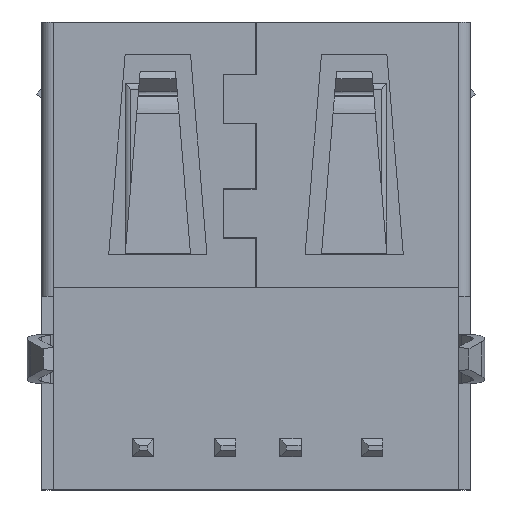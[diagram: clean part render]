
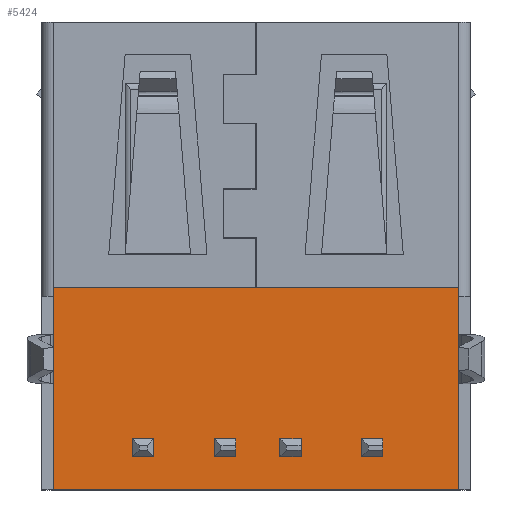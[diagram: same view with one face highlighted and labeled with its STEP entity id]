
A CAD part, front view. The second image highlights one B-rep face of the part: STEP entity #5424.
In plain terms, the highlighted planar face has unit normal (0, -1, 0).
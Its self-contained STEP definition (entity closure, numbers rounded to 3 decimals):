
#103=FACE_BOUND($,#1048,.T.);
#104=FACE_BOUND($,#1049,.T.);
#105=FACE_BOUND($,#1050,.T.);
#106=FACE_BOUND($,#1051,.T.);
#107=FACE_BOUND($,#1052,.T.);
#489=PLANE($,#5822);
#1048=EDGE_LOOP($,(#5041,#5042,#5043,#5044));
#1049=EDGE_LOOP($,(#5045,#5046,#5047,#5048));
#1050=EDGE_LOOP($,(#5049,#5050,#5051,#5052));
#1051=EDGE_LOOP($,(#5053,#5054,#5055,#5056));
#1052=EDGE_LOOP($,(#5057,#5058,#5059,#5060));
#1574=LINE($,#8704,#2195);
#1577=LINE($,#8709,#2198);
#1579=LINE($,#8715,#2200);
#1582=LINE($,#8720,#2203);
#1584=LINE($,#8724,#2205);
#1585=LINE($,#8726,#2206);
#1587=LINE($,#8731,#2208);
#1590=LINE($,#8736,#2211);
#1592=LINE($,#8740,#2213);
#1593=LINE($,#8742,#2214);
#1594=LINE($,#8745,#2215);
#1596=LINE($,#8748,#2217);
#1598=LINE($,#8753,#2219);
#1601=LINE($,#8758,#2222);
#1603=LINE($,#8762,#2224);
#1604=LINE($,#8764,#2225);
#1655=LINE($,#8902,#2276);
#1658=LINE($,#8907,#2279);
#1662=LINE($,#8919,#2283);
#1663=LINE($,#8920,#2284);
#2195=VECTOR($,#6990,0.65);
#2198=VECTOR($,#6995,0.55);
#2200=VECTOR($,#7001,0.65);
#2203=VECTOR($,#7006,0.55);
#2205=VECTOR($,#7010,0.65);
#2206=VECTOR($,#7013,0.55);
#2208=VECTOR($,#7017,0.55);
#2211=VECTOR($,#7022,0.65);
#2213=VECTOR($,#7026,0.55);
#2214=VECTOR($,#7029,0.65);
#2215=VECTOR($,#7032,0.55);
#2217=VECTOR($,#7036,0.65);
#2219=VECTOR($,#7040,0.55);
#2222=VECTOR($,#7045,0.65);
#2224=VECTOR($,#7049,0.55);
#2225=VECTOR($,#7052,0.65);
#2276=VECTOR($,#7177,6.2);
#2279=VECTOR($,#7182,12.38);
#2283=VECTOR($,#7192,6.2);
#2284=VECTOR($,#7193,12.38);
#2758=VERTEX_POINT($,#8701);
#2759=VERTEX_POINT($,#8703);
#2760=VERTEX_POINT($,#8707);
#2761=VERTEX_POINT($,#8712);
#2762=VERTEX_POINT($,#8714);
#2763=VERTEX_POINT($,#8718);
#2764=VERTEX_POINT($,#8722);
#2765=VERTEX_POINT($,#8728);
#2766=VERTEX_POINT($,#8730);
#2767=VERTEX_POINT($,#8734);
#2768=VERTEX_POINT($,#8738);
#2769=VERTEX_POINT($,#8744);
#2770=VERTEX_POINT($,#8750);
#2771=VERTEX_POINT($,#8752);
#2772=VERTEX_POINT($,#8756);
#2773=VERTEX_POINT($,#8760);
#2822=VERTEX_POINT($,#8899);
#2823=VERTEX_POINT($,#8901);
#2824=VERTEX_POINT($,#8905);
#2829=VERTEX_POINT($,#8918);
#3478=EDGE_CURVE($,#2759,#2758,#1574,.T.);
#3481=EDGE_CURVE($,#2758,#2760,#1577,.T.);
#3483=EDGE_CURVE($,#2762,#2761,#1579,.T.);
#3486=EDGE_CURVE($,#2761,#2763,#1582,.T.);
#3488=EDGE_CURVE($,#2763,#2764,#1584,.T.);
#3489=EDGE_CURVE($,#2764,#2762,#1585,.T.);
#3491=EDGE_CURVE($,#2766,#2765,#1587,.T.);
#3494=EDGE_CURVE($,#2765,#2767,#1590,.T.);
#3496=EDGE_CURVE($,#2767,#2768,#1592,.T.);
#3497=EDGE_CURVE($,#2768,#2766,#1593,.T.);
#3498=EDGE_CURVE($,#2769,#2759,#1594,.T.);
#3500=EDGE_CURVE($,#2760,#2769,#1596,.T.);
#3502=EDGE_CURVE($,#2771,#2770,#1598,.T.);
#3505=EDGE_CURVE($,#2770,#2772,#1601,.T.);
#3507=EDGE_CURVE($,#2772,#2773,#1603,.T.);
#3508=EDGE_CURVE($,#2773,#2771,#1604,.T.);
#3575=EDGE_CURVE($,#2823,#2822,#1655,.T.);
#3578=EDGE_CURVE($,#2822,#2824,#1658,.T.);
#3584=EDGE_CURVE($,#2824,#2829,#1662,.T.);
#3585=EDGE_CURVE($,#2823,#2829,#1663,.T.);
#5041=ORIENTED_EDGE($,*,*,#3483,.T.);
#5042=ORIENTED_EDGE($,*,*,#3486,.T.);
#5043=ORIENTED_EDGE($,*,*,#3488,.T.);
#5044=ORIENTED_EDGE($,*,*,#3489,.T.);
#5045=ORIENTED_EDGE($,*,*,#3491,.T.);
#5046=ORIENTED_EDGE($,*,*,#3494,.T.);
#5047=ORIENTED_EDGE($,*,*,#3496,.T.);
#5048=ORIENTED_EDGE($,*,*,#3497,.T.);
#5049=ORIENTED_EDGE($,*,*,#3498,.T.);
#5050=ORIENTED_EDGE($,*,*,#3478,.T.);
#5051=ORIENTED_EDGE($,*,*,#3481,.T.);
#5052=ORIENTED_EDGE($,*,*,#3500,.T.);
#5053=ORIENTED_EDGE($,*,*,#3502,.T.);
#5054=ORIENTED_EDGE($,*,*,#3505,.T.);
#5055=ORIENTED_EDGE($,*,*,#3507,.T.);
#5056=ORIENTED_EDGE($,*,*,#3508,.T.);
#5057=ORIENTED_EDGE($,*,*,#3584,.T.);
#5058=ORIENTED_EDGE($,*,*,#3585,.F.);
#5059=ORIENTED_EDGE($,*,*,#3575,.T.);
#5060=ORIENTED_EDGE($,*,*,#3578,.T.);
#5424=ADVANCED_FACE($,(#103,#104,#105,#106,#107),#489,.F.);
#5822=AXIS2_PLACEMENT_3D($,#8917,#7190,#7191);
#6990=DIRECTION($,(1.,0.,0.));
#6995=DIRECTION($,(0.,0.,-1.));
#7001=DIRECTION($,(1.,0.,0.));
#7006=DIRECTION($,(0.,0.,-1.));
#7010=DIRECTION($,(-1.,0.,0.));
#7013=DIRECTION($,(0.,0.,1.));
#7017=DIRECTION($,(0.,0.,1.));
#7022=DIRECTION($,(1.,0.,0.));
#7026=DIRECTION($,(0.,0.,-1.));
#7029=DIRECTION($,(-1.,0.,0.));
#7032=DIRECTION($,(0.,0.,1.));
#7036=DIRECTION($,(-1.,0.,0.));
#7040=DIRECTION($,(0.,0.,1.));
#7045=DIRECTION($,(1.,0.,0.));
#7049=DIRECTION($,(0.,0.,-1.));
#7052=DIRECTION($,(-1.,0.,0.));
#7177=DIRECTION($,(0.,0.,-1.));
#7182=DIRECTION($,(1.,0.,0.));
#7190=DIRECTION('center_axis',(0.,1.,0.));
#7191=DIRECTION('ref_axis',(0.,0.,1.));
#7192=DIRECTION($,(0.,0.,1.));
#7193=DIRECTION($,(1.,0.,0.));
#8701=CARTESIAN_POINT('',(-3.122,-3.332,1.565));
#8703=CARTESIAN_POINT('',(-3.772,-3.332,1.565));
#8704=CARTESIAN_POINT($,(-1.561,-3.332,1.565));
#8707=CARTESIAN_POINT('',(-3.122,-3.332,1.015));
#8709=CARTESIAN_POINT($,(-3.122,-3.332,1.988));
#8712=CARTESIAN_POINT('',(3.878,-3.332,1.565));
#8714=CARTESIAN_POINT('',(3.228,-3.332,1.565));
#8715=CARTESIAN_POINT($,(1.939,-3.332,1.565));
#8718=CARTESIAN_POINT('',(3.878,-3.332,1.015));
#8720=CARTESIAN_POINT($,(3.878,-3.332,1.988));
#8722=CARTESIAN_POINT('',(3.228,-3.332,1.015));
#8724=CARTESIAN_POINT($,(1.614,-3.332,1.015));
#8726=CARTESIAN_POINT($,(3.228,-3.332,2.263));
#8728=CARTESIAN_POINT('',(-1.272,-3.332,1.565));
#8730=CARTESIAN_POINT('',(-1.272,-3.332,1.015));
#8731=CARTESIAN_POINT($,(-1.272,-3.332,2.263));
#8734=CARTESIAN_POINT('',(-0.622,-3.332,1.565));
#8736=CARTESIAN_POINT($,(-0.311,-3.332,1.565));
#8738=CARTESIAN_POINT('',(-0.622,-3.332,1.015));
#8740=CARTESIAN_POINT($,(-0.622,-3.332,1.988));
#8742=CARTESIAN_POINT($,(-0.636,-3.332,1.015));
#8744=CARTESIAN_POINT('',(-3.772,-3.332,1.015));
#8745=CARTESIAN_POINT($,(-3.772,-3.332,2.263));
#8748=CARTESIAN_POINT($,(-1.886,-3.332,1.015));
#8750=CARTESIAN_POINT('',(0.728,-3.332,1.565));
#8752=CARTESIAN_POINT('',(0.728,-3.332,1.015));
#8753=CARTESIAN_POINT($,(0.728,-3.332,2.263));
#8756=CARTESIAN_POINT('',(1.378,-3.332,1.565));
#8758=CARTESIAN_POINT($,(0.689,-3.332,1.565));
#8760=CARTESIAN_POINT('',(1.378,-3.332,1.015));
#8762=CARTESIAN_POINT($,(1.378,-3.332,1.988));
#8764=CARTESIAN_POINT($,(0.364,-3.332,1.015));
#8899=CARTESIAN_POINT('',(-6.19,-3.332,0.));
#8901=CARTESIAN_POINT('',(-6.19,-3.332,6.2));
#8902=CARTESIAN_POINT($,(-6.19,-3.332,4.44));
#8905=CARTESIAN_POINT('',(6.19,-3.332,0.));
#8907=CARTESIAN_POINT($,(-6.55,-3.332,0.));
#8917=CARTESIAN_POINT('Origin',(0.,-3.332,2.96));
#8918=CARTESIAN_POINT('',(6.19,-3.332,6.2));
#8919=CARTESIAN_POINT($,(6.19,-3.332,5.92));
#8920=CARTESIAN_POINT($,(-6.19,-3.332,6.2));
